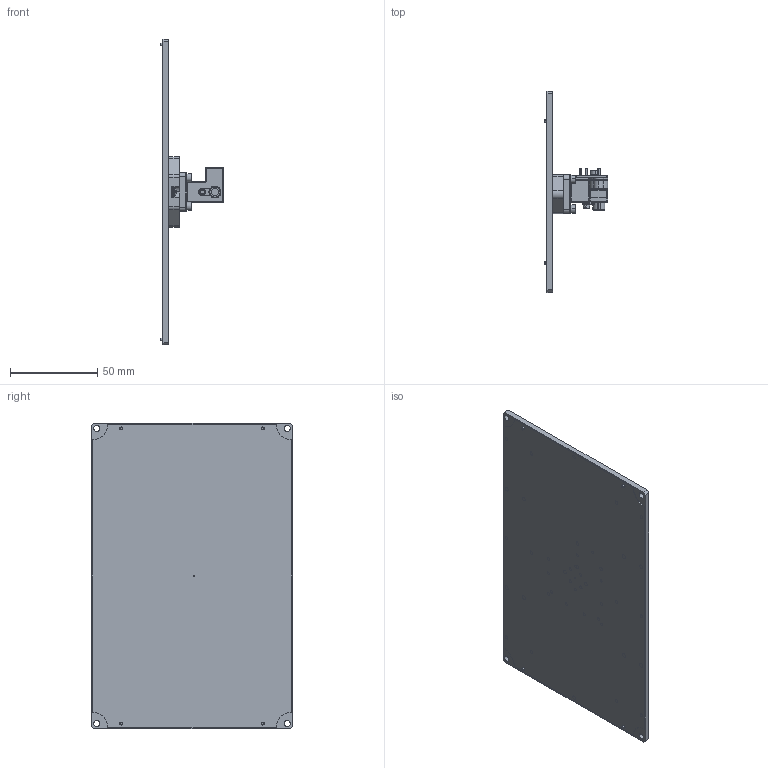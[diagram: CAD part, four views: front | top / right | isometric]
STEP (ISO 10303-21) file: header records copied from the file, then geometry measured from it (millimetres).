
FILE_DESCRIPTION (( 'STEP AP203' ), '1' );
FILE_NAME ('SSS-24307-27M-DW.STEP', '2019-07-08T16:27:04', ( '' ), ( '' ), 'SwSTEP 2.0', 'SolidWorks 2016', '' );
FILE_SCHEMA (( 'CONFIG_CONTROL_DESIGN' ));
Length unit declared in the file: inch
Products named in the file (1): SSS-24307-27M-DW
Bounding box: 36.46 x 115.06 x 175.26 mm (x, y, z)
Volume: 79635.6 mm3; surface area: 90913.4 mm2
Topology: 30 solids, 30 shells, 1257 faces, 3308 edges, 2118 vertices
Faces by surface type: cylinder 722, plane 281, cone 189, bspline 30, torus 27, sphere 8
Entity records: 51730 total; most frequent: CARTESIAN_POINT 22832, ORIENTED_EDGE 6556, DIRECTION 5567, EDGE_CURVE 3278, AXIS2_PLACEMENT_3D 2146, VERTEX_POINT 2118, EDGE_LOOP 1442, VECTOR 1275
